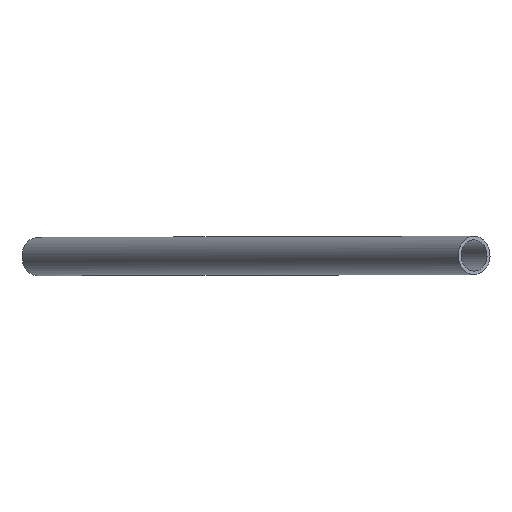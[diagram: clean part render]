
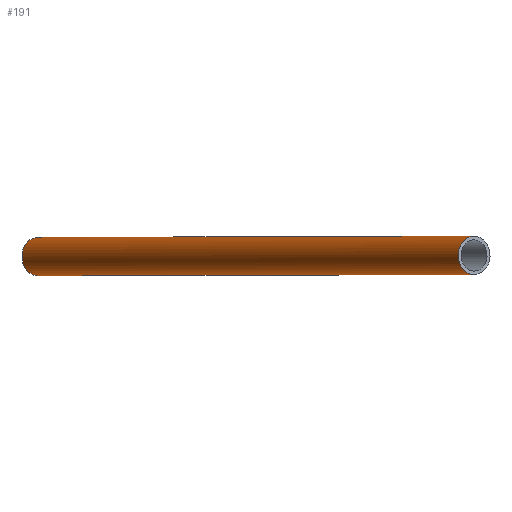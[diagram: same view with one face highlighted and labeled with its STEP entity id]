
A CAD part, top view. The second image highlights one B-rep face of the part: STEP entity #191.
In plain terms, the highlighted cylindrical face has radius 8 mm (diameter 16 mm), a partial arc.
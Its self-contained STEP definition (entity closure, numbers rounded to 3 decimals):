
#113=CARTESIAN_POINT('Vertex',(173.672,63.597,579.563)) ;
#115=CARTESIAN_POINT('Vertex',(173.672,47.597,579.563)) ;
#119=CARTESIAN_POINT('Control Point',(173.672,63.597,579.563)) ;
#120=CARTESIAN_POINT('Control Point',(172.629,63.597,580.264)) ;
#121=CARTESIAN_POINT('Control Point',(171.587,63.35,580.965)) ;
#122=CARTESIAN_POINT('Control Point',(170.598,62.857,581.631)) ;
#123=CARTESIAN_POINT('Control Point',(168.834,61.428,582.818)) ;
#124=CARTESIAN_POINT('Control Point',(167.649,59.302,583.615)) ;
#125=CARTESIAN_POINT('Control Point',(167.239,58.11,583.89)) ;
#126=CARTESIAN_POINT('Control Point',(166.83,55.597,584.166)) ;
#127=CARTESIAN_POINT('Control Point',(167.239,53.084,583.89)) ;
#128=CARTESIAN_POINT('Control Point',(167.649,51.892,583.615)) ;
#129=CARTESIAN_POINT('Control Point',(168.834,49.766,582.818)) ;
#130=CARTESIAN_POINT('Control Point',(170.598,48.338,581.631)) ;
#131=CARTESIAN_POINT('Control Point',(171.587,47.844,580.965)) ;
#132=CARTESIAN_POINT('Control Point',(172.629,47.597,580.264)) ;
#133=CARTESIAN_POINT('Control Point',(173.672,47.597,579.563)) ;
#161=CARTESIAN_POINT('Axis2P3D Location',(78.685,55.597,438.367)) ;
#166=CARTESIAN_POINT('Axis2P3D Location',(-7.93,55.597,309.617)) ;
#170=CARTESIAN_POINT('Vertex',(-7.93,47.597,309.617)) ;
#172=CARTESIAN_POINT('Vertex',(-7.93,63.597,309.617)) ;
#175=CARTESIAN_POINT('Line Origine',(78.685,47.597,438.367)) ;
#180=CARTESIAN_POINT('Line Origine',(78.685,63.597,438.367)) ;
#162=DIRECTION('Axis2P3D Direction',(-0.558,0.,-0.83)) ;
#163=DIRECTION('Axis2P3D XDirection',(0.,-1.,0.)) ;
#167=DIRECTION('Axis2P3D Direction',(-0.558,0.,-0.83)) ;
#176=DIRECTION('Vector Direction',(-0.558,0.,-0.83)) ;
#181=DIRECTION('Vector Direction',(-0.558,0.,-0.83)) ;
#164=AXIS2_PLACEMENT_3D('Cylinder Axis2P3D',#161,#162,#163) ;
#168=AXIS2_PLACEMENT_3D('Circle Axis2P3D',#166,#167,$) ;
#186=ORIENTED_EDGE('',*,*,#174,.F.) ;
#187=ORIENTED_EDGE('',*,*,#179,.F.) ;
#188=ORIENTED_EDGE('',*,*,#134,.T.) ;
#189=ORIENTED_EDGE('',*,*,#184,.T.) ;
#177=VECTOR('Line Direction',#176,1.) ;
#182=VECTOR('Line Direction',#181,1.) ;
#191=ADVANCED_FACE('PartBody',(#190),#165,.T.) ;
#118=B_SPLINE_CURVE_WITH_KNOTS('',5,(#119,#120,#121,#122,#123,#124,#125,#126,#127,#128,#129,#130,#131,#132,#133),.UNSPECIFIED.,.F.,.U.,(6,3,3,3,6),(47.799,54.082,60.365,66.648,72.931),.UNSPECIFIED.) ;
#169=CIRCLE('generated circle',#168,8.) ;
#165=CYLINDRICAL_SURFACE('generated cylinder',#164,8.) ;
#134=EDGE_CURVE('',#116,#114,#118,.F.) ;
#174=EDGE_CURVE('',#171,#173,#169,.T.) ;
#179=EDGE_CURVE('',#116,#171,#178,.T.) ;
#184=EDGE_CURVE('',#114,#173,#183,.T.) ;
#185=EDGE_LOOP('',(#186,#187,#188,#189)) ;
#190=FACE_OUTER_BOUND('',#185,.T.) ;
#178=LINE('Line',#175,#177) ;
#183=LINE('Line',#180,#182) ;
#114=VERTEX_POINT('',#113) ;
#116=VERTEX_POINT('',#115) ;
#171=VERTEX_POINT('',#170) ;
#173=VERTEX_POINT('',#172) ;
